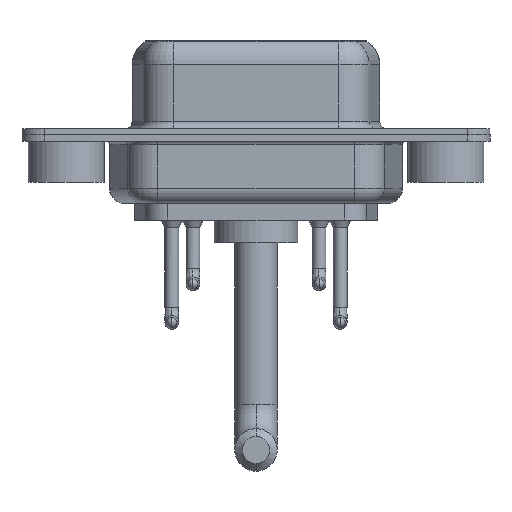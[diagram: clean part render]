
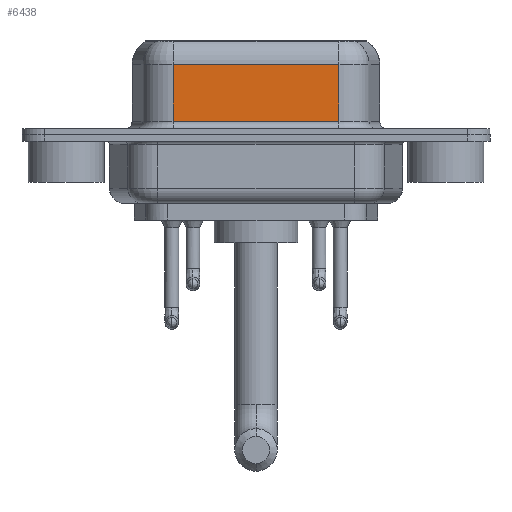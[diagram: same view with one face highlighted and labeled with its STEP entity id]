
A CAD part, front view. The second image highlights one B-rep face of the part: STEP entity #6438.
In plain terms, the highlighted planar face has unit normal (0, -1, 0).
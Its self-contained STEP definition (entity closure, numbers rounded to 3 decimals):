
#157 = CARTESIAN_POINT ( 'NONE',  ( 17.962, -3.95, 4.65 ) ) ;
#950 = VERTEX_POINT ( 'NONE', #4975 ) ;
#1084 = LINE ( 'NONE', #11213, #4790 ) ;
#2662 = CARTESIAN_POINT ( 'NONE',  ( 7.038, -3.95, 4.65 ) ) ;
#4031 = VERTEX_POINT ( 'NONE', #157 ) ;
#4384 = CARTESIAN_POINT ( 'NONE',  ( 17.962, -3.95, 4.65 ) ) ;
#4790 = VECTOR ( 'NONE', #4964, 1000. ) ;
#4964 = DIRECTION ( 'NONE',  ( 0., 0., -1. ) ) ;
#4975 = CARTESIAN_POINT ( 'NONE',  ( 17.962, -3.95, 0.9 ) ) ;
#5769 = LINE ( 'NONE', #9358, #13027 ) ;
#5780 = EDGE_CURVE ( 'NONE', #11537, #15867, #14421, .T. ) ;
#5915 = ORIENTED_EDGE ( 'NONE', *, *, #12125, .T. ) ;
#5970 = PLANE ( 'NONE',  #16017 ) ;
#6226 = DIRECTION ( 'NONE',  ( 0., 1., 0. ) ) ;
#6438 = ADVANCED_FACE ( 'NONE', ( #8470 ), #5970, .F. ) ;
#6494 = ORIENTED_EDGE ( 'NONE', *, *, #15274, .T. ) ;
#8470 = FACE_OUTER_BOUND ( 'NONE', #11783, .T. ) ;
#9358 = CARTESIAN_POINT ( 'NONE',  ( 17.962, -3.95, 0.9 ) ) ;
#10704 = CARTESIAN_POINT ( 'NONE',  ( 7.038, -3.95, 6.4 ) ) ;
#11213 = CARTESIAN_POINT ( 'NONE',  ( 17.962, -3.95, 6.4 ) ) ;
#11323 = VECTOR ( 'NONE', #15489, 1000. ) ;
#11537 = VERTEX_POINT ( 'NONE', #2662 ) ;
#11783 = EDGE_LOOP ( 'NONE', ( #15582, #6494, #16286, #5915 ) ) ;
#12125 = EDGE_CURVE ( 'NONE', #15867, #950, #5769, .T. ) ;
#12168 = DIRECTION ( 'NONE',  ( 1., 0., 0. ) ) ;
#12216 = VECTOR ( 'NONE', #14512, 1000. ) ;
#12262 = CARTESIAN_POINT ( 'NONE',  ( 7.038, -3.95, 0.9 ) ) ;
#13027 = VECTOR ( 'NONE', #12168, 1000. ) ;
#13540 = CARTESIAN_POINT ( 'NONE',  ( 17.962, -3.95, 6.4 ) ) ;
#14421 = LINE ( 'NONE', #10704, #11323 ) ;
#14512 = DIRECTION ( 'NONE',  ( -1., 0., 0. ) ) ;
#15274 = EDGE_CURVE ( 'NONE', #4031, #11537, #15742, .T. ) ;
#15489 = DIRECTION ( 'NONE',  ( 0., 0., -1. ) ) ;
#15532 = EDGE_CURVE ( 'NONE', #4031, #950, #1084, .T. ) ;
#15582 = ORIENTED_EDGE ( 'NONE', *, *, #15532, .F. ) ;
#15742 = LINE ( 'NONE', #4384, #12216 ) ;
#15867 = VERTEX_POINT ( 'NONE', #12262 ) ;
#16001 = DIRECTION ( 'NONE',  ( -1., 0., 0. ) ) ;
#16017 = AXIS2_PLACEMENT_3D ( 'NONE', #13540, #6226, #16001 ) ;
#16286 = ORIENTED_EDGE ( 'NONE', *, *, #5780, .T. ) ;
